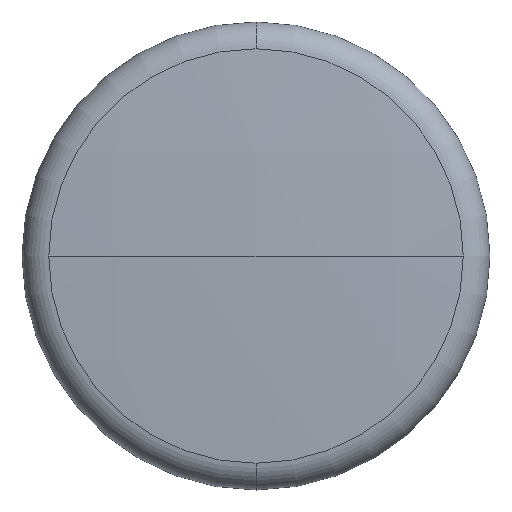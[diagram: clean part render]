
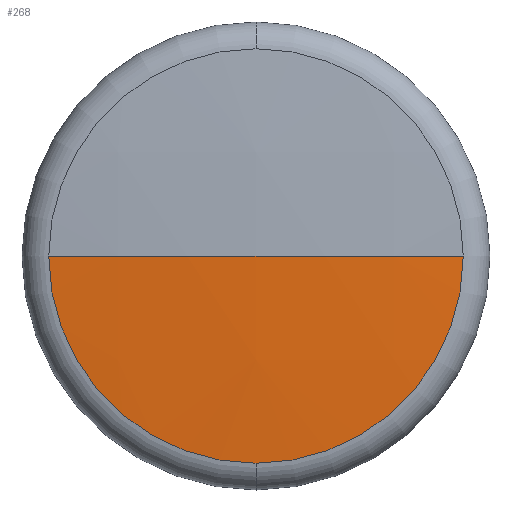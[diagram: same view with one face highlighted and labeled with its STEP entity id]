
A CAD part, front view. The second image highlights one B-rep face of the part: STEP entity #268.
In plain terms, the highlighted spherical face has radius 124.872 mm.
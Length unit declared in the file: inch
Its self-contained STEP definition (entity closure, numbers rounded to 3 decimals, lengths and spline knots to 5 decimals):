
#12 = AXIS2_PLACEMENT_3D ( 'NONE', #169, #400, #174 ) ;
#16 = EDGE_CURVE ( 'NONE', #319, #411, #420, .T. ) ;
#24 = DIRECTION ( 'NONE',  ( 0., 1., 0. ) ) ;
#28 = AXIS2_PLACEMENT_3D ( 'NONE', #217, #24, #243 ) ;
#68 = AXIS2_PLACEMENT_3D ( 'NONE', #148, #381, #187 ) ;
#72 = CIRCLE ( 'NONE', #383, 4.91623 ) ;
#99 = EDGE_LOOP ( 'NONE', ( #120, #144, #343, #314 ) ) ;
#109 = VERTEX_POINT ( 'NONE', #399 ) ;
#114 = DIRECTION ( 'NONE',  ( 0., 0., 1. ) ) ;
#120 = ORIENTED_EDGE ( 'NONE', *, *, #318, .F. ) ;
#143 = CIRCLE ( 'NONE', #28, 0.39239 ) ;
#144 = ORIENTED_EDGE ( 'NONE', *, *, #16, .T. ) ;
#148 = CARTESIAN_POINT ( 'NONE',  ( 0., 0.01568, 0. ) ) ;
#160 = VERTEX_POINT ( 'NONE', #266 ) ;
#169 = CARTESIAN_POINT ( 'NONE',  ( 0., 4.91623, 0. ) ) ;
#174 = DIRECTION ( 'NONE',  ( -1., 0., 0. ) ) ;
#187 = DIRECTION ( 'NONE',  ( 0., 0., 1. ) ) ;
#213 = DIRECTION ( 'NONE',  ( 1., 0., 0. ) ) ;
#217 = CARTESIAN_POINT ( 'NONE',  ( 0., 0.01568, 0. ) ) ;
#218 = AXIS2_PLACEMENT_3D ( 'NONE', #267, #340, #213 ) ;
#226 = CIRCLE ( 'NONE', #68, 0.39239 ) ;
#238 = SPHERICAL_SURFACE ( 'NONE', #218, 4.91623 ) ;
#243 = DIRECTION ( 'NONE',  ( 0., 0., 1. ) ) ;
#247 = CARTESIAN_POINT ( 'NONE',  ( -0.39239, 0.01568, 0. ) ) ;
#266 = CARTESIAN_POINT ( 'NONE',  ( 0.39239, 0.01568, 0. ) ) ;
#267 = CARTESIAN_POINT ( 'NONE',  ( 0., 4.91623, 0. ) ) ;
#268 = ADVANCED_FACE ( 'NONE', ( #323 ), #238, .T. ) ;
#307 = EDGE_CURVE ( 'NONE', #160, #109, #143, .T. ) ;
#308 = CARTESIAN_POINT ( 'NONE',  ( 0., 4.91623, 0. ) ) ;
#314 = ORIENTED_EDGE ( 'NONE', *, *, #307, .F. ) ;
#318 = EDGE_CURVE ( 'NONE', #319, #160, #72, .T. ) ;
#319 = VERTEX_POINT ( 'NONE', #416 ) ;
#323 = FACE_OUTER_BOUND ( 'NONE', #99, .T. ) ;
#339 = EDGE_CURVE ( 'NONE', #109, #411, #226, .T. ) ;
#340 = DIRECTION ( 'NONE',  ( 0., 0., -1. ) ) ;
#342 = DIRECTION ( 'NONE',  ( 1., 0., 0. ) ) ;
#343 = ORIENTED_EDGE ( 'NONE', *, *, #339, .F. ) ;
#381 = DIRECTION ( 'NONE',  ( 0., 1., 0. ) ) ;
#383 = AXIS2_PLACEMENT_3D ( 'NONE', #308, #114, #342 ) ;
#399 = CARTESIAN_POINT ( 'NONE',  ( 0., 0.01568, -0.39239 ) ) ;
#400 = DIRECTION ( 'NONE',  ( 0., 0., -1. ) ) ;
#411 = VERTEX_POINT ( 'NONE', #247 ) ;
#416 = CARTESIAN_POINT ( 'NONE',  ( 0., 0., 0. ) ) ;
#420 = CIRCLE ( 'NONE', #12, 4.91623 ) ;
